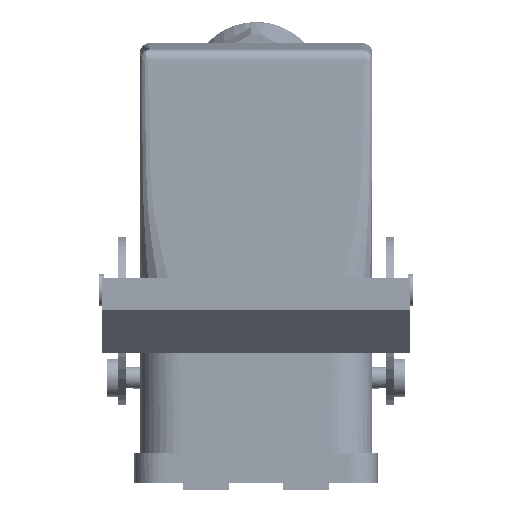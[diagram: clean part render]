
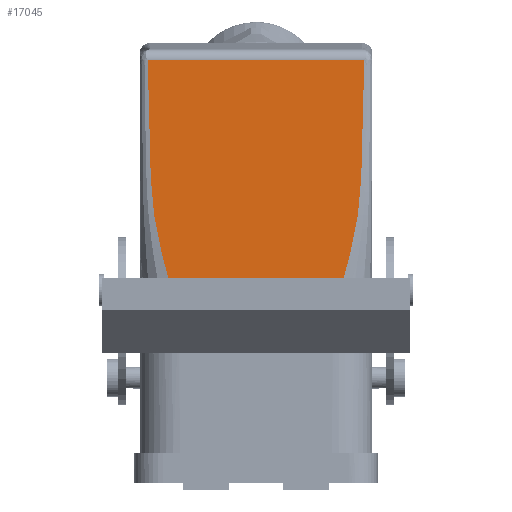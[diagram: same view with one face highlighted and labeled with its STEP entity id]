
A CAD part, front view. The second image highlights one B-rep face of the part: STEP entity #17045.
In plain terms, the highlighted planar face has unit normal (0, -1, 0.013).
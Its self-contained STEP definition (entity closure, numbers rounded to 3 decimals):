
#17035=AXIS2_PLACEMENT_3D('Plane Axis2P3D',#17032,#17033,#17034) ;
#6563=CARTESIAN_POINT('Vertex',(43.,18.,30.75)) ;
#6566=CARTESIAN_POINT('Line Origine',(29.,18.,30.75)) ;
#6570=CARTESIAN_POINT('Vertex',(15.,18.,30.75)) ;
#15681=CARTESIAN_POINT('Control Point',(49.,18.638,79.471)) ;
#15682=CARTESIAN_POINT('Control Point',(49.001,18.638,79.46)) ;
#15683=CARTESIAN_POINT('Control Point',(49.002,18.638,79.449)) ;
#15684=CARTESIAN_POINT('Control Point',(49.002,18.637,79.438)) ;
#15685=CARTESIAN_POINT('Control Point',(49.002,18.637,79.428)) ;
#15686=CARTESIAN_POINT('Control Point',(49.001,18.637,79.417)) ;
#15687=CARTESIAN_POINT('Vertex',(49.001,18.637,79.417)) ;
#15689=CARTESIAN_POINT('Vertex',(49.,18.638,79.471)) ;
#15729=CARTESIAN_POINT('Line Origine',(18.25,18.638,79.471)) ;
#15733=CARTESIAN_POINT('Vertex',(9.,18.638,79.471)) ;
#16112=CARTESIAN_POINT('Control Point',(49.001,18.637,79.417)) ;
#16113=CARTESIAN_POINT('Control Point',(49.001,18.637,79.4)) ;
#16114=CARTESIAN_POINT('Control Point',(49.001,18.637,79.383)) ;
#16115=CARTESIAN_POINT('Control Point',(49.001,18.636,79.366)) ;
#16116=CARTESIAN_POINT('Control Point',(49.,18.635,79.268)) ;
#16117=CARTESIAN_POINT('Control Point',(48.999,18.634,79.169)) ;
#16118=CARTESIAN_POINT('Control Point',(48.998,18.631,78.974)) ;
#16119=CARTESIAN_POINT('Control Point',(48.996,18.629,78.788)) ;
#16120=CARTESIAN_POINT('Control Point',(48.994,18.626,78.602)) ;
#16121=CARTESIAN_POINT('Control Point',(48.993,18.625,78.498)) ;
#16122=CARTESIAN_POINT('Control Point',(48.99,18.621,78.184)) ;
#16123=CARTESIAN_POINT('Control Point',(48.987,18.617,77.871)) ;
#16124=CARTESIAN_POINT('Control Point',(48.984,18.614,77.662)) ;
#16125=CARTESIAN_POINT('Control Point',(48.977,18.606,77.036)) ;
#16126=CARTESIAN_POINT('Control Point',(48.969,18.598,76.41)) ;
#16127=CARTESIAN_POINT('Control Point',(48.964,18.592,75.992)) ;
#16128=CARTESIAN_POINT('Control Point',(48.946,18.576,74.74)) ;
#16129=CARTESIAN_POINT('Control Point',(48.925,18.559,73.488)) ;
#16130=CARTESIAN_POINT('Control Point',(48.909,18.549,72.653)) ;
#16131=CARTESIAN_POINT('Control Point',(48.858,18.516,70.151)) ;
#16132=CARTESIAN_POINT('Control Point',(48.795,18.483,67.65)) ;
#16133=CARTESIAN_POINT('Control Point',(48.749,18.461,65.983)) ;
#16134=CARTESIAN_POINT('Control Point',(48.678,18.429,63.55)) ;
#16135=CARTESIAN_POINT('Control Point',(48.594,18.398,61.119)) ;
#16136=CARTESIAN_POINT('Control Point',(48.566,18.388,60.353)) ;
#16137=CARTESIAN_POINT('Control Point',(48.505,18.367,58.821)) ;
#16138=CARTESIAN_POINT('Control Point',(48.433,18.347,57.288)) ;
#16139=CARTESIAN_POINT('Control Point',(48.392,18.337,56.531)) ;
#16140=CARTESIAN_POINT('Control Point',(48.25,18.309,54.391)) ;
#16141=CARTESIAN_POINT('Control Point',(48.03,18.282,52.255)) ;
#16142=CARTESIAN_POINT('Control Point',(47.848,18.264,50.886)) ;
#16143=CARTESIAN_POINT('Control Point',(47.405,18.228,48.156)) ;
#16144=CARTESIAN_POINT('Control Point',(46.824,18.192,45.444)) ;
#16145=CARTESIAN_POINT('Control Point',(46.505,18.175,44.092)) ;
#16146=CARTESIAN_POINT('Control Point',(45.629,18.129,40.61)) ;
#16147=CARTESIAN_POINT('Control Point',(44.674,18.084,37.143)) ;
#16148=CARTESIAN_POINT('Control Point',(44.09,18.056,35.016)) ;
#16149=CARTESIAN_POINT('Control Point',(43.536,18.028,32.884)) ;
#16150=CARTESIAN_POINT('Control Point',(43.,18.,30.75)) ;
#16808=CARTESIAN_POINT('Control Point',(8.999,18.637,79.417)) ;
#16809=CARTESIAN_POINT('Control Point',(8.999,18.637,79.4)) ;
#16810=CARTESIAN_POINT('Control Point',(8.999,18.637,79.383)) ;
#16811=CARTESIAN_POINT('Control Point',(8.999,18.636,79.366)) ;
#16812=CARTESIAN_POINT('Control Point',(9.,18.635,79.268)) ;
#16813=CARTESIAN_POINT('Control Point',(9.001,18.634,79.169)) ;
#16814=CARTESIAN_POINT('Control Point',(9.002,18.631,78.974)) ;
#16815=CARTESIAN_POINT('Control Point',(9.004,18.629,78.788)) ;
#16816=CARTESIAN_POINT('Control Point',(9.006,18.626,78.602)) ;
#16817=CARTESIAN_POINT('Control Point',(9.007,18.625,78.498)) ;
#16818=CARTESIAN_POINT('Control Point',(9.01,18.621,78.184)) ;
#16819=CARTESIAN_POINT('Control Point',(9.013,18.617,77.871)) ;
#16820=CARTESIAN_POINT('Control Point',(9.016,18.614,77.662)) ;
#16821=CARTESIAN_POINT('Control Point',(9.023,18.606,77.036)) ;
#16822=CARTESIAN_POINT('Control Point',(9.031,18.598,76.41)) ;
#16823=CARTESIAN_POINT('Control Point',(9.036,18.592,75.992)) ;
#16824=CARTESIAN_POINT('Control Point',(9.054,18.576,74.74)) ;
#16825=CARTESIAN_POINT('Control Point',(9.075,18.559,73.488)) ;
#16826=CARTESIAN_POINT('Control Point',(9.091,18.549,72.653)) ;
#16827=CARTESIAN_POINT('Control Point',(9.142,18.516,70.151)) ;
#16828=CARTESIAN_POINT('Control Point',(9.205,18.483,67.65)) ;
#16829=CARTESIAN_POINT('Control Point',(9.251,18.461,65.983)) ;
#16830=CARTESIAN_POINT('Control Point',(9.322,18.429,63.55)) ;
#16831=CARTESIAN_POINT('Control Point',(9.406,18.398,61.119)) ;
#16832=CARTESIAN_POINT('Control Point',(9.434,18.388,60.353)) ;
#16833=CARTESIAN_POINT('Control Point',(9.495,18.367,58.821)) ;
#16834=CARTESIAN_POINT('Control Point',(9.567,18.347,57.288)) ;
#16835=CARTESIAN_POINT('Control Point',(9.608,18.337,56.531)) ;
#16836=CARTESIAN_POINT('Control Point',(9.75,18.309,54.391)) ;
#16837=CARTESIAN_POINT('Control Point',(9.97,18.282,52.255)) ;
#16838=CARTESIAN_POINT('Control Point',(10.152,18.264,50.886)) ;
#16839=CARTESIAN_POINT('Control Point',(10.595,18.228,48.156)) ;
#16840=CARTESIAN_POINT('Control Point',(11.176,18.192,45.444)) ;
#16841=CARTESIAN_POINT('Control Point',(11.495,18.175,44.092)) ;
#16842=CARTESIAN_POINT('Control Point',(12.371,18.129,40.61)) ;
#16843=CARTESIAN_POINT('Control Point',(13.326,18.084,37.143)) ;
#16844=CARTESIAN_POINT('Control Point',(13.91,18.056,35.016)) ;
#16845=CARTESIAN_POINT('Control Point',(14.464,18.028,32.884)) ;
#16846=CARTESIAN_POINT('Control Point',(15.,18.,30.75)) ;
#16847=CARTESIAN_POINT('Vertex',(8.999,18.637,79.417)) ;
#17018=CARTESIAN_POINT('Control Point',(9.,18.638,79.471)) ;
#17019=CARTESIAN_POINT('Control Point',(8.999,18.638,79.46)) ;
#17020=CARTESIAN_POINT('Control Point',(8.998,18.638,79.449)) ;
#17021=CARTESIAN_POINT('Control Point',(8.998,18.637,79.438)) ;
#17022=CARTESIAN_POINT('Control Point',(8.998,18.637,79.428)) ;
#17023=CARTESIAN_POINT('Control Point',(8.999,18.637,79.417)) ;
#17032=CARTESIAN_POINT('Axis2P3D Location',(29.,19.046,110.665)) ;
#6567=DIRECTION('Vector Direction',(1.,0.,0.)) ;
#15730=DIRECTION('Vector Direction',(1.,0.,0.)) ;
#17033=DIRECTION('Axis2P3D Direction',(0.,-1.,0.013)) ;
#17034=DIRECTION('Axis2P3D XDirection',(-1.,0.,0.)) ;
#6568=VECTOR('Line Direction',#6567,1.) ;
#15731=VECTOR('Line Direction',#15730,1.) ;
#17038=ORIENTED_EDGE('',*,*,#6572,.T.) ;
#17039=ORIENTED_EDGE('',*,*,#16151,.T.) ;
#17040=ORIENTED_EDGE('',*,*,#15691,.T.) ;
#17041=ORIENTED_EDGE('',*,*,#15735,.F.) ;
#17042=ORIENTED_EDGE('',*,*,#17024,.F.) ;
#17043=ORIENTED_EDGE('',*,*,#16849,.F.) ;
#17045=ADVANCED_FACE('Hauptk\X2\00F6\X0\rper',(#17044),#17036,.T.) ;
#15680=B_SPLINE_CURVE_WITH_KNOTS('',5,(#15681,#15682,#15683,#15684,#15685,#15686),.UNSPECIFIED.,.F.,.U.,(6,6),(122.51,122.656),.UNSPECIFIED.) ;
#16111=B_SPLINE_CURVE_WITH_KNOTS('',5,(#16112,#16113,#16114,#16115,#16116,#16117,#16118,#16119,#16120,#16121,#16122,#16123,#16124,#16125,#16126,#16127,#16128,#16129,#16130,#16131,#16132,#16133,#16134,#16135,#16136,#16137,#16138,#16139,#16140,#16141,#16142,#16143,#16144,#16145,#16146,#16147,#16148,#16149,#16150),.UNSPECIFIED.,.F.,.U.,(6,3,3,3,3,3,3,3,3,3,3,3,6),(5.137,5.221,5.629,6.151,7.194,9.28,13.453,21.791,25.623,29.465,36.352,43.24,54.164),.UNSPECIFIED.) ;
#16807=B_SPLINE_CURVE_WITH_KNOTS('',5,(#16808,#16809,#16810,#16811,#16812,#16813,#16814,#16815,#16816,#16817,#16818,#16819,#16820,#16821,#16822,#16823,#16824,#16825,#16826,#16827,#16828,#16829,#16830,#16831,#16832,#16833,#16834,#16835,#16836,#16837,#16838,#16839,#16840,#16841,#16842,#16843,#16844,#16845,#16846),.UNSPECIFIED.,.F.,.U.,(6,3,3,3,3,3,3,3,3,3,3,3,6),(5.137,5.221,5.629,6.151,7.194,9.28,13.453,21.791,25.623,29.465,36.352,43.24,54.164),.UNSPECIFIED.) ;
#17017=B_SPLINE_CURVE_WITH_KNOTS('',5,(#17018,#17019,#17020,#17021,#17022,#17023),.UNSPECIFIED.,.F.,.U.,(6,6),(122.51,122.656),.UNSPECIFIED.) ;
#6572=EDGE_CURVE('',#6571,#6564,#6569,.T.) ;
#15691=EDGE_CURVE('',#15688,#15690,#15680,.F.) ;
#15735=EDGE_CURVE('',#15734,#15690,#15732,.T.) ;
#16151=EDGE_CURVE('',#6564,#15688,#16111,.F.) ;
#16849=EDGE_CURVE('',#6571,#16848,#16807,.F.) ;
#17024=EDGE_CURVE('',#16848,#15734,#17017,.F.) ;
#17037=EDGE_LOOP('',(#17038,#17039,#17040,#17041,#17042,#17043)) ;
#17044=FACE_OUTER_BOUND('',#17037,.T.) ;
#6569=LINE('Line',#6566,#6568) ;
#15732=LINE('Line',#15729,#15731) ;
#17036=PLANE('',#17035) ;
#6564=VERTEX_POINT('',#6563) ;
#6571=VERTEX_POINT('',#6570) ;
#15688=VERTEX_POINT('',#15687) ;
#15690=VERTEX_POINT('',#15689) ;
#15734=VERTEX_POINT('',#15733) ;
#16848=VERTEX_POINT('',#16847) ;
